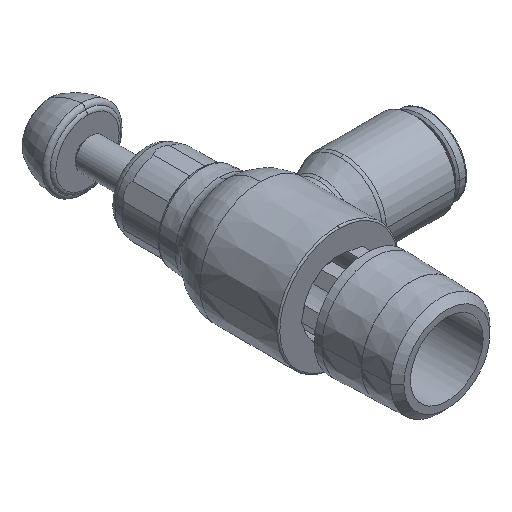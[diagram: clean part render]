
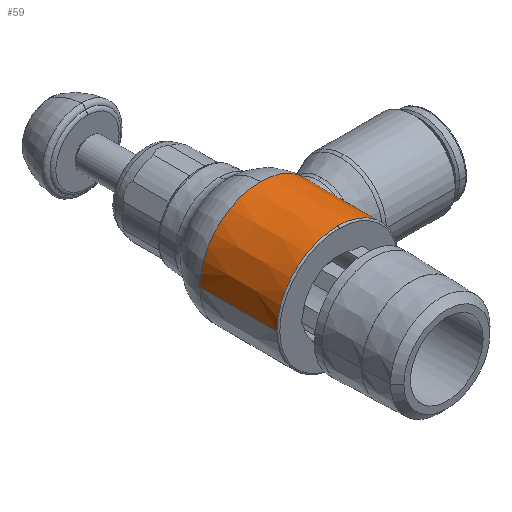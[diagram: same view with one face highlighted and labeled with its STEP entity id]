
A CAD part, isometric view. The second image highlights one B-rep face of the part: STEP entity #59.
In plain terms, the highlighted conical face has half-angle 0.02 degrees and reference radius 7.898 mm.
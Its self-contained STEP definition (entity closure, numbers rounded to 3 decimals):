
#59=ADVANCED_FACE('',(#191),#192,.T.);
#191=FACE_OUTER_BOUND('',#443,.T.);
#192=CONICAL_SURFACE('',#444,7.898,0.);
#443=EDGE_LOOP('',(#774,#775,#776,#777,#778,#779,#780,#781));
#444=AXIS2_PLACEMENT_3D('',#782,#783,#784);
#774=ORIENTED_EDGE('',*,*,#1711,.F.);
#775=ORIENTED_EDGE('',*,*,#1712,.T.);
#776=ORIENTED_EDGE('',*,*,#1713,.T.);
#777=ORIENTED_EDGE('',*,*,#1714,.F.);
#778=ORIENTED_EDGE('',*,*,#1715,.T.);
#779=ORIENTED_EDGE('',*,*,#1716,.T.);
#780=ORIENTED_EDGE('',*,*,#1707,.F.);
#781=ORIENTED_EDGE('',*,*,#1717,.F.);
#782=CARTESIAN_POINT('',(0.0,9.693,0.0));
#783=DIRECTION('',(-0.0,-1.0,-0.0));
#784=DIRECTION('',(-1.0,0.0,0.0));
#1707=EDGE_CURVE('',#2060,#2063,#2064,.T.);
#1711=EDGE_CURVE('',#2070,#2071,#2072,.T.);
#1712=EDGE_CURVE('',#2070,#2073,#2074,.T.);
#1713=EDGE_CURVE('',#2073,#2075,#2076,.T.);
#1714=EDGE_CURVE('',#2077,#2075,#2078,.T.);
#1715=EDGE_CURVE('',#2077,#2079,#2080,.T.);
#1716=EDGE_CURVE('',#2079,#2063,#2081,.T.);
#1717=EDGE_CURVE('',#2071,#2060,#2082,.T.);
#2060=VERTEX_POINT('',#2636);
#2063=VERTEX_POINT('',#2639);
#2064=CIRCLE('',#2640,7.897);
#2070=VERTEX_POINT('',#2676);
#2071=VERTEX_POINT('',#2677);
#2072=LINE('',#2678,#2679);
#2073=VERTEX_POINT('',#2680);
#2074=CIRCLE('',#2681,7.9);
#2075=VERTEX_POINT('',#2682);
#2076=CIRCLE('',#2683,7.9);
#2077=VERTEX_POINT('',#2684);
#2078=LINE('',#2685,#2686);
#2079=VERTEX_POINT('',#2687);
#2080=B_SPLINE_CURVE_WITH_KNOTS('',3,(#2688,#2689,#2690,#2691,#2692,#2693,#2694,#2695,#2696,#2697,#2698,#2699),.UNSPECIFIED.,.F.,.F.,(4,2,2,2,2,4),(0.0,1.484,1.987,2.396,2.989,4.254),.UNSPECIFIED.);
#2081=B_SPLINE_CURVE_WITH_KNOTS('',3,(#2700,#2701,#2702,#2703,#2704,#2705,#2706,#2707,#2708,#2709,#2710,#2711),.UNSPECIFIED.,.F.,.F.,(4,2,2,2,2,4),(9.016,9.834,10.656,11.477,12.299,13.121),.UNSPECIFIED.);
#2082=CIRCLE('',#2712,7.897);
#2636=CARTESIAN_POINT('',(0.,14.7,7.897));
#2639=CARTESIAN_POINT('',(6.655,14.7,4.25));
#2640=AXIS2_PLACEMENT_3D('',#3637,#3638,#3639);
#2676=CARTESIAN_POINT('',(-7.9,4.686,0.0));
#2677=CARTESIAN_POINT('',(-7.897,14.7,0.));
#2678=CARTESIAN_POINT('',(-7.898,9.693,0.));
#2679=VECTOR('',#3643,1.0);
#2680=CARTESIAN_POINT('',(0.,4.686,7.9));
#2681=AXIS2_PLACEMENT_3D('',#3644,#3645,#3646);
#2682=CARTESIAN_POINT('',(7.9,4.686,0.));
#2683=AXIS2_PLACEMENT_3D('',#3647,#3648,#3649);
#2684=CARTESIAN_POINT('',(7.898,10.351,0.));
#2685=CARTESIAN_POINT('',(7.898,9.693,0.));
#2686=VECTOR('',#3650,1.0);
#2687=CARTESIAN_POINT('',(7.5,11.245,2.475));
#2688=CARTESIAN_POINT('',(7.5,11.245,-2.475));
#2689=CARTESIAN_POINT('',(7.628,10.967,-2.086));
#2690=CARTESIAN_POINT('',(7.774,10.639,-1.542));
#2691=CARTESIAN_POINT('',(7.873,10.41,-0.669));
#2692=CARTESIAN_POINT('',(7.889,10.372,-0.443));
#2693=CARTESIAN_POINT('',(7.9,10.346,-0.027));
#2694=CARTESIAN_POINT('',(7.899,10.35,0.159));
#2695=CARTESIAN_POINT('',(7.879,10.396,0.614));
#2696=CARTESIAN_POINT('',(7.853,10.455,0.877));
#2697=CARTESIAN_POINT('',(7.738,10.721,1.675));
#2698=CARTESIAN_POINT('',(7.613,11.,2.133));
#2699=CARTESIAN_POINT('',(7.5,11.245,2.475));
#2700=CARTESIAN_POINT('',(7.53,11.18,2.382));
#2701=CARTESIAN_POINT('',(7.458,11.335,2.611));
#2702=CARTESIAN_POINT('',(7.38,11.51,2.82));
#2703=CARTESIAN_POINT('',(7.227,11.881,3.191));
#2704=CARTESIAN_POINT('',(7.146,12.091,3.366));
#2705=CARTESIAN_POINT('',(6.992,12.549,3.676));
#2706=CARTESIAN_POINT('',(6.918,12.798,3.811));
#2707=CARTESIAN_POINT('',(6.793,13.319,4.029));
#2708=CARTESIAN_POINT('',(6.742,13.592,4.113));
#2709=CARTESIAN_POINT('',(6.673,14.146,4.223));
#2710=CARTESIAN_POINT('',(6.655,14.427,4.25));
#2711=CARTESIAN_POINT('',(6.655,14.701,4.25));
#2712=AXIS2_PLACEMENT_3D('',#3651,#3652,#3653);
#3637=CARTESIAN_POINT('',(0.0,14.7,0.0));
#3638=DIRECTION('',(0.0,1.0,0.0));
#3639=DIRECTION('',(-1.0,0.0,0.0));
#3643=DIRECTION('',(0.,1.,0.));
#3644=CARTESIAN_POINT('',(0.0,4.686,0.0));
#3645=DIRECTION('',(0.0,1.0,0.0));
#3646=DIRECTION('',(-1.0,0.0,0.0));
#3647=CARTESIAN_POINT('',(0.0,4.686,0.0));
#3648=DIRECTION('',(0.0,1.0,0.0));
#3649=DIRECTION('',(-1.0,0.0,0.0));
#3650=DIRECTION('',(0.,-1.,0.));
#3651=CARTESIAN_POINT('',(0.0,14.7,0.0));
#3652=DIRECTION('',(0.0,1.0,0.0));
#3653=DIRECTION('',(-1.0,0.0,0.0));
